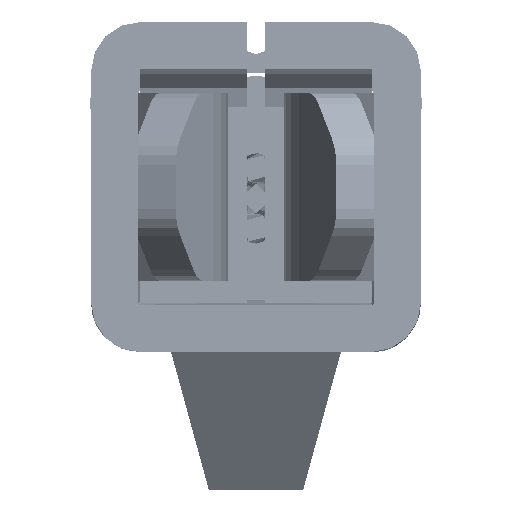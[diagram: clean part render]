
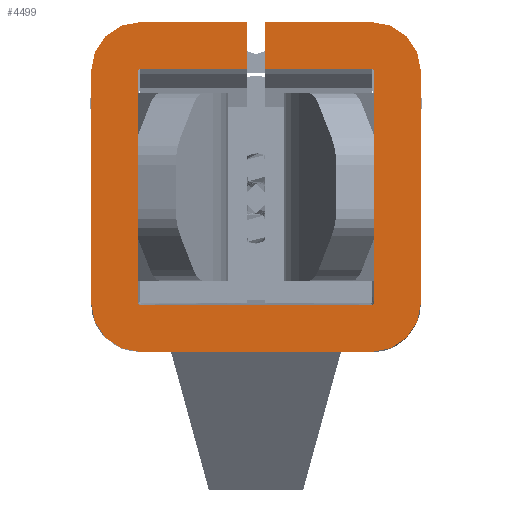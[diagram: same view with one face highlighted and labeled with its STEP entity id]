
A CAD part, front view. The second image highlights one B-rep face of the part: STEP entity #4499.
In plain terms, the highlighted planar face has unit normal (0, -1, 0).
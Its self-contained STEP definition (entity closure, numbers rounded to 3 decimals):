
#81=LINE('',#13010,#536);
#109=LINE('',#13065,#564);
#192=LINE('',#13349,#647);
#204=LINE('',#13375,#659);
#207=LINE('',#13385,#662);
#217=LINE('',#13406,#672);
#257=LINE('',#13550,#712);
#262=LINE('',#13564,#717);
#270=LINE('',#13581,#725);
#275=LINE('',#13594,#730);
#283=LINE('',#13612,#738);
#287=LINE('',#13623,#742);
#536=VECTOR('',#5284,1000.);
#564=VECTOR('',#5324,1000.);
#647=VECTOR('',#5531,1000.);
#659=VECTOR('',#5553,1000.);
#662=VECTOR('',#5566,1000.);
#672=VECTOR('',#5586,1000.);
#712=VECTOR('',#5702,1000.);
#717=VECTOR('',#5717,1000.);
#725=VECTOR('',#5735,1000.);
#730=VECTOR('',#5750,1000.);
#738=VECTOR('',#5762,1000.);
#742=VECTOR('',#5772,1000.);
#1130=PLANE('',#4945);
#1680=ORIENTED_EDGE('',*,*,#2770,.T.);
#1681=ORIENTED_EDGE('',*,*,#2780,.T.);
#1682=ORIENTED_EDGE('',*,*,#2784,.T.);
#1683=ORIENTED_EDGE('',*,*,#2786,.T.);
#1684=ORIENTED_EDGE('',*,*,#2610,.T.);
#1685=ORIENTED_EDGE('',*,*,#2863,.T.);
#1686=ORIENTED_EDGE('',*,*,#2867,.T.);
#1687=ORIENTED_EDGE('',*,*,#2870,.T.);
#1688=ORIENTED_EDGE('',*,*,#2874,.T.);
#1689=ORIENTED_EDGE('',*,*,#2900,.F.);
#1690=ORIENTED_EDGE('',*,*,#2891,.F.);
#1691=ORIENTED_EDGE('',*,*,#2887,.F.);
#1692=ORIENTED_EDGE('',*,*,#2884,.F.);
#1693=ORIENTED_EDGE('',*,*,#2880,.F.);
#1694=ORIENTED_EDGE('',*,*,#2638,.F.);
#1695=ORIENTED_EDGE('',*,*,#2804,.F.);
#1696=ORIENTED_EDGE('',*,*,#2801,.F.);
#1697=ORIENTED_EDGE('',*,*,#2797,.F.);
#1698=ORIENTED_EDGE('',*,*,#2789,.F.);
#1699=ORIENTED_EDGE('',*,*,#2906,.T.);
#2610=EDGE_CURVE('',#3265,#3279,#81,.T.);
#2638=EDGE_CURVE('',#3300,#3301,#109,.F.);
#2770=EDGE_CURVE('',#3415,#3416,#192,.T.);
#2780=EDGE_CURVE('',#3416,#3421,#3739,.F.);
#2784=EDGE_CURVE('',#3421,#3423,#204,.T.);
#2786=EDGE_CURVE('',#3423,#3265,#3741,.F.);
#2789=EDGE_CURVE('',#3425,#3426,#207,.F.);
#2797=EDGE_CURVE('',#3426,#3430,#3743,.T.);
#2801=EDGE_CURVE('',#3430,#3432,#217,.F.);
#2804=EDGE_CURVE('',#3432,#3300,#3745,.T.);
#2863=EDGE_CURVE('',#3279,#3475,#3764,.F.);
#2867=EDGE_CURVE('',#3475,#3477,#257,.T.);
#2870=EDGE_CURVE('',#3477,#3479,#3766,.F.);
#2874=EDGE_CURVE('',#3479,#3481,#262,.T.);
#2880=EDGE_CURVE('',#3301,#3484,#3768,.T.);
#2884=EDGE_CURVE('',#3484,#3486,#270,.F.);
#2887=EDGE_CURVE('',#3486,#3488,#3770,.T.);
#2891=EDGE_CURVE('',#3488,#3489,#275,.F.);
#2900=EDGE_CURVE('',#3489,#3481,#283,.T.);
#2906=EDGE_CURVE('',#3425,#3415,#287,.T.);
#3265=VERTEX_POINT('',#12978);
#3279=VERTEX_POINT('',#13009);
#3300=VERTEX_POINT('',#13064);
#3301=VERTEX_POINT('',#13066);
#3415=VERTEX_POINT('',#13350);
#3416=VERTEX_POINT('',#13351);
#3421=VERTEX_POINT('',#13366);
#3423=VERTEX_POINT('',#13374);
#3425=VERTEX_POINT('',#13384);
#3426=VERTEX_POINT('',#13386);
#3430=VERTEX_POINT('',#13399);
#3432=VERTEX_POINT('',#13407);
#3475=VERTEX_POINT('',#13541);
#3477=VERTEX_POINT('',#13549);
#3479=VERTEX_POINT('',#13555);
#3481=VERTEX_POINT('',#13563);
#3484=VERTEX_POINT('',#13574);
#3486=VERTEX_POINT('',#13582);
#3488=VERTEX_POINT('',#13588);
#3489=VERTEX_POINT('',#13595);
#3739=CIRCLE('',#4875,0.26);
#3741=CIRCLE('',#4880,0.26);
#3743=CIRCLE('',#4885,0.01);
#3745=CIRCLE('',#4890,0.01);
#3764=CIRCLE('',#4923,0.26);
#3766=CIRCLE('',#4928,0.26);
#3768=CIRCLE('',#4933,0.01);
#3770=CIRCLE('',#4938,0.01);
#3957=EDGE_LOOP('',(#1680,#1681,#1682,#1683,#1684,#1685,#1686,#1687,#1688,
#1689,#1690,#1691,#1692,#1693,#1694,#1695,#1696,#1697,#1698,#1699));
#4231=FACE_BOUND('',#3957,.T.);
#4499=ADVANCED_FACE('',(#4231),#1130,.F.);
#4875=AXIS2_PLACEMENT_3D('',#13367,#5544,#5545);
#4880=AXIS2_PLACEMENT_3D('',#13378,#5558,#5559);
#4885=AXIS2_PLACEMENT_3D('',#13398,#5577,#5578);
#4890=AXIS2_PLACEMENT_3D('',#13411,#5592,#5593);
#4923=AXIS2_PLACEMENT_3D('',#13542,#5693,#5694);
#4928=AXIS2_PLACEMENT_3D('',#13556,#5708,#5709);
#4933=AXIS2_PLACEMENT_3D('',#13573,#5726,#5727);
#4938=AXIS2_PLACEMENT_3D('',#13587,#5741,#5742);
#4945=AXIS2_PLACEMENT_3D('',#13622,#5770,#5771);
#5284=DIRECTION('',(1.,0.,0.));
#5324=DIRECTION('',(-1.,0.,0.));
#5531=DIRECTION('',(-1.,0.,0.));
#5544=DIRECTION('',(0.,1.,0.));
#5545=DIRECTION('',(0.,0.,1.));
#5553=DIRECTION('',(0.,0.,-1.));
#5558=DIRECTION('',(0.,1.,0.));
#5559=DIRECTION('',(0.,0.,1.));
#5566=DIRECTION('',(1.,0.,0.));
#5577=DIRECTION('',(0.,-1.,0.));
#5578=DIRECTION('',(0.,0.,-1.));
#5586=DIRECTION('',(0.,0.,1.));
#5592=DIRECTION('',(0.,-1.,0.));
#5593=DIRECTION('',(0.,0.,-1.));
#5693=DIRECTION('',(0.,1.,0.));
#5694=DIRECTION('',(0.,0.,1.));
#5702=DIRECTION('',(0.,0.,1.));
#5708=DIRECTION('',(0.,1.,0.));
#5709=DIRECTION('',(0.,0.,1.));
#5717=DIRECTION('',(-1.,0.,0.));
#5726=DIRECTION('',(0.,-1.,0.));
#5727=DIRECTION('',(0.,0.,-1.));
#5735=DIRECTION('',(0.,0.,-1.));
#5741=DIRECTION('',(0.,-1.,0.));
#5742=DIRECTION('',(0.,0.,-1.));
#5750=DIRECTION('',(1.,0.,0.));
#5762=DIRECTION('',(0.,0.,1.));
#5770=DIRECTION('',(0.,1.,0.));
#5771=DIRECTION('',(-1.,0.,0.));
#5772=DIRECTION('',(0.,0.,1.));
#12978=CARTESIAN_POINT('',(-0.615,-3.6,-0.875));
#13009=CARTESIAN_POINT('',(0.615,-3.6,-0.875));
#13010=CARTESIAN_POINT('',(0.875,-3.6,-0.875));
#13064=CARTESIAN_POINT('',(-0.615,-3.6,-0.625));
#13065=CARTESIAN_POINT('',(0.875,-3.6,-0.625));
#13066=CARTESIAN_POINT('',(0.615,-3.6,-0.625));
#13349=CARTESIAN_POINT('',(-0.875,-3.6,0.875));
#13350=CARTESIAN_POINT('',(-0.05,-3.6,0.875));
#13351=CARTESIAN_POINT('',(-0.615,-3.6,0.875));
#13366=CARTESIAN_POINT('',(-0.875,-3.6,0.615));
#13367=CARTESIAN_POINT('',(-0.615,-3.6,0.615));
#13374=CARTESIAN_POINT('',(-0.875,-3.6,-0.615));
#13375=CARTESIAN_POINT('',(-0.875,-3.6,-0.875));
#13378=CARTESIAN_POINT('',(-0.615,-3.6,-0.615));
#13384=CARTESIAN_POINT('',(-0.05,-3.6,0.625));
#13385=CARTESIAN_POINT('',(-0.875,-3.6,0.625));
#13386=CARTESIAN_POINT('',(-0.615,-3.6,0.625));
#13398=CARTESIAN_POINT('',(-0.615,-3.6,0.615));
#13399=CARTESIAN_POINT('',(-0.625,-3.6,0.615));
#13406=CARTESIAN_POINT('',(-0.625,-3.6,-0.875));
#13407=CARTESIAN_POINT('',(-0.625,-3.6,-0.615));
#13411=CARTESIAN_POINT('',(-0.615,-3.6,-0.615));
#13541=CARTESIAN_POINT('',(0.875,-3.6,-0.615));
#13542=CARTESIAN_POINT('',(0.615,-3.6,-0.615));
#13549=CARTESIAN_POINT('',(0.875,-3.6,0.615));
#13550=CARTESIAN_POINT('',(0.875,-3.6,0.875));
#13555=CARTESIAN_POINT('',(0.615,-3.6,0.875));
#13556=CARTESIAN_POINT('',(0.615,-3.6,0.615));
#13563=CARTESIAN_POINT('',(0.05,-3.6,0.875));
#13564=CARTESIAN_POINT('',(0.875,-3.6,0.875));
#13573=CARTESIAN_POINT('',(0.615,-3.6,-0.615));
#13574=CARTESIAN_POINT('',(0.625,-3.6,-0.615));
#13581=CARTESIAN_POINT('',(0.625,-3.6,0.875));
#13582=CARTESIAN_POINT('',(0.625,-3.6,0.615));
#13587=CARTESIAN_POINT('',(0.615,-3.6,0.615));
#13588=CARTESIAN_POINT('',(0.615,-3.6,0.625));
#13594=CARTESIAN_POINT('',(0.875,-3.6,0.625));
#13595=CARTESIAN_POINT('',(0.05,-3.6,0.625));
#13612=CARTESIAN_POINT('',(0.05,-3.6,0.875));
#13622=CARTESIAN_POINT('',(-0.875,-3.6,0.875));
#13623=CARTESIAN_POINT('',(-0.05,-3.6,0.875));
